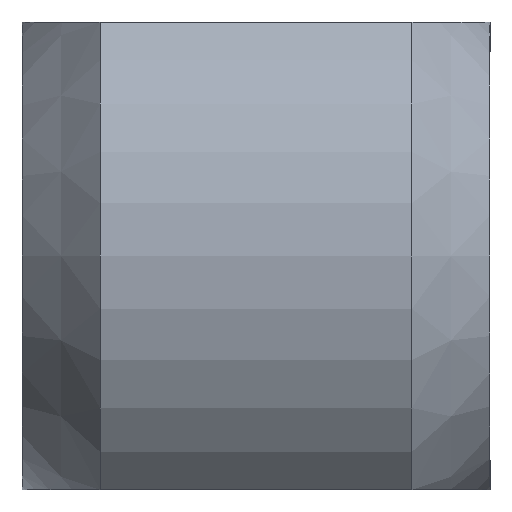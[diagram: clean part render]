
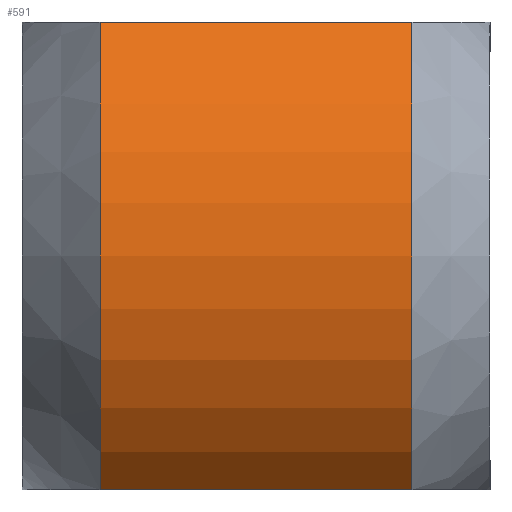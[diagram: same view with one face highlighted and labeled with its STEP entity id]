
A CAD part, left-side view. The second image highlights one B-rep face of the part: STEP entity #591.
In plain terms, the highlighted cylindrical face has radius 4 mm (diameter 8 mm), a partial arc.
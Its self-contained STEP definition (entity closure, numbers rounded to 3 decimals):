
#5 = ORIENTED_EDGE ( 'NONE', *, *, #614, .T. ) ;
#12 = VERTEX_POINT ( 'NONE', #292 ) ;
#20 = ORIENTED_EDGE ( 'NONE', *, *, #443, .F. ) ;
#50 = FACE_OUTER_BOUND ( 'NONE', #563, .T. ) ;
#67 = DIRECTION ( 'NONE',  ( 0., 1., 0. ) ) ;
#85 = VERTEX_POINT ( 'NONE', #419 ) ;
#86 = CARTESIAN_POINT ( 'NONE',  ( -2.646, 6., -3. ) ) ;
#112 = CARTESIAN_POINT ( 'NONE',  ( -2.646, 5., 3. ) ) ;
#114 = AXIS2_PLACEMENT_3D ( 'NONE', #140, #143, #286 ) ;
#116 = DIRECTION ( 'NONE',  ( 0., -1., 0. ) ) ;
#135 = EDGE_CURVE ( 'NONE', #85, #12, #196, .T. ) ;
#140 = CARTESIAN_POINT ( 'NONE',  ( 0., 1., 0. ) ) ;
#142 = VERTEX_POINT ( 'NONE', #224 ) ;
#143 = DIRECTION ( 'NONE',  ( 0., 1., 0. ) ) ;
#148 = ORIENTED_EDGE ( 'NONE', *, *, #135, .T. ) ;
#174 = CARTESIAN_POINT ( 'NONE',  ( -2.646, 6., 3. ) ) ;
#180 = DIRECTION ( 'NONE',  ( 0., -1., 0. ) ) ;
#196 = CIRCLE ( 'NONE', #114, 4. ) ;
#224 = CARTESIAN_POINT ( 'NONE',  ( -2.646, 5., -3. ) ) ;
#276 = LINE ( 'NONE', #86, #348 ) ;
#286 = DIRECTION ( 'NONE',  ( 0., 0., 1. ) ) ;
#292 = CARTESIAN_POINT ( 'NONE',  ( -2.646, 1., 3. ) ) ;
#295 = LINE ( 'NONE', #174, #297 ) ;
#297 = VECTOR ( 'NONE', #180, 1000. ) ;
#305 = EDGE_CURVE ( 'NONE', #561, #12, #295, .T. ) ;
#333 = CARTESIAN_POINT ( 'NONE',  ( 0., 6., 0. ) ) ;
#348 = VECTOR ( 'NONE', #67, 1000. ) ;
#400 = CYLINDRICAL_SURFACE ( 'NONE', #502, 4. ) ;
#419 = CARTESIAN_POINT ( 'NONE',  ( -2.646, 1., -3. ) ) ;
#426 = AXIS2_PLACEMENT_3D ( 'NONE', #552, #116, #539 ) ;
#443 = EDGE_CURVE ( 'NONE', #85, #142, #276, .T. ) ;
#465 = ORIENTED_EDGE ( 'NONE', *, *, #305, .F. ) ;
#502 = AXIS2_PLACEMENT_3D ( 'NONE', #333, #557, #505 ) ;
#505 = DIRECTION ( 'NONE',  ( 0., 0., -1. ) ) ;
#539 = DIRECTION ( 'NONE',  ( 0., 0., 1. ) ) ;
#552 = CARTESIAN_POINT ( 'NONE',  ( 0., 5., 0. ) ) ;
#557 = DIRECTION ( 'NONE',  ( 0., -1., 0. ) ) ;
#561 = VERTEX_POINT ( 'NONE', #112 ) ;
#563 = EDGE_LOOP ( 'NONE', ( #20, #148, #465, #5 ) ) ;
#579 = CIRCLE ( 'NONE', #426, 4. ) ;
#591 = ADVANCED_FACE ( 'NONE', ( #50 ), #400, .T. ) ;
#614 = EDGE_CURVE ( 'NONE', #561, #142, #579, .T. ) ;
